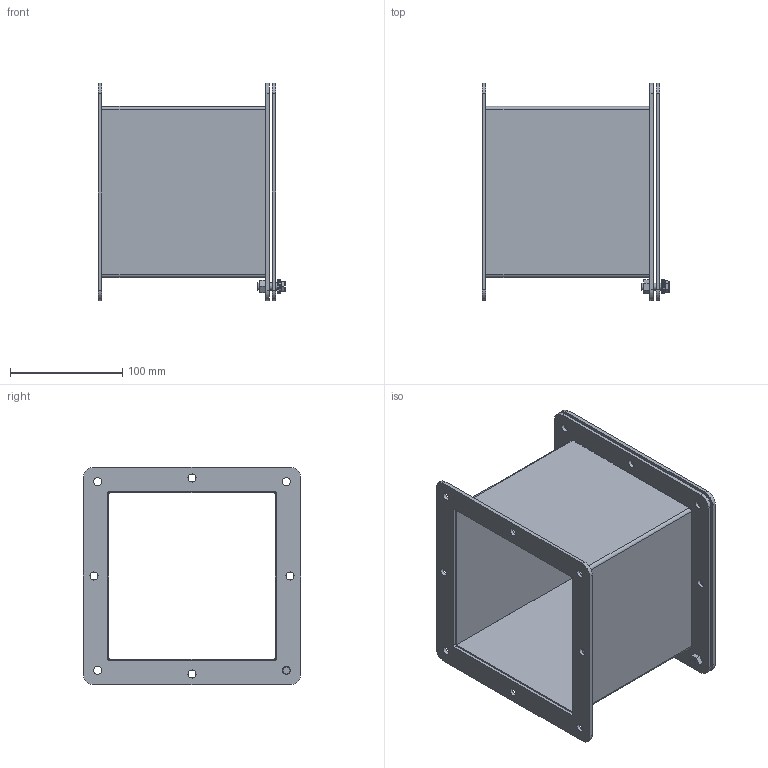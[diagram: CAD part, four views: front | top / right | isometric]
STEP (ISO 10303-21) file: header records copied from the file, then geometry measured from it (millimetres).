
FILE_DESCRIPTION (( 'STEP AP203' ), '1' );
FILE_NAME ('1487DM6SS.step', '2020-11-17T21:14:19', ( 'ADC123' ), ( 'Microsoft' ), 'SwSTEP 2.0', 'SolidWorks 2019', '' );
FILE_SCHEMA (( 'CONFIG_CONTROL_DESIGN' ));
Length unit declared in the file: inch
Products named in the file (1): 1487DM6SS
Bounding box: 166.89 x 193.68 x 193.68 mm (x, y, z)
Volume: 298183.9 mm3; surface area: 279793.3 mm2
Topology: 7 solids, 7 shells, 183 faces, 493 edges, 326 vertices
Faces by surface type: plane 99, cylinder 76, bspline 8
Full cylindrical faces by diameter (mm): 4.976 x1, 6.35 x1, 6.553 x1, 7.137 x24, 12.7 x1
Entity records: 5952 total; most frequent: CARTESIAN_POINT 1241, ORIENTED_EDGE 930, DIRECTION 927, EDGE_CURVE 465, VERTEX_POINT 326, AXIS2_PLACEMENT_3D 316, LINE 295, VECTOR 295
